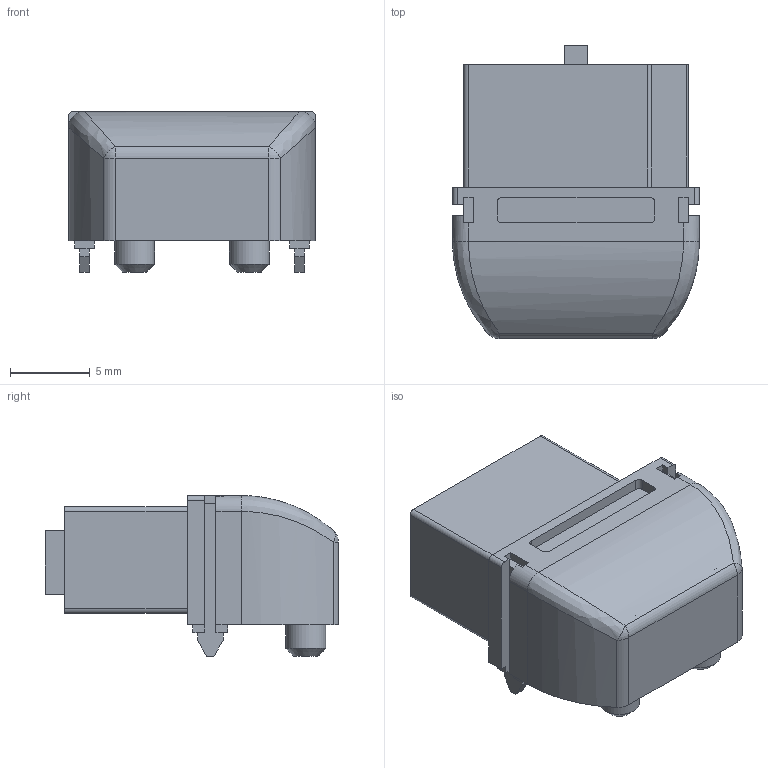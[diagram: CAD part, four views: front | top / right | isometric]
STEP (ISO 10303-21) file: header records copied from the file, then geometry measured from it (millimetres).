
FILE_DESCRIPTION(/* description */ ('STEP AP214','CAx-IF Rec.Pracs.---Representation and Presentation of Product Manufacturing Information (PMI)---4.0---2014-10-13'),/* implementation_level */ '2;1');
FILE_NAME(/* name */ 'XT60PW_FEMALE.step',/* time_stamp */ '2024-10-27T23:55:13+08:00',/* author */ (''),/* organization */ (''),/* preprocessor_version */ 'ST-DEVELOPER v20',/* originating_system */ 'Autodesk Translation Framework v13.20.0.188',/* authorisation */ '');
FILE_SCHEMA (('AP242_MANAGED_MODEL_BASED_3D_ENGINEERING_MIM_LF { 1 0 10303 442 1 1 4 }'));
Length unit declared in the file: millimetre
Products named in the file (2): XT60PW FEMALE; Component1
Assembly tree (1 placements, depth 2):
  XT60PW FEMALE
    Component1
Bounding box: 15.5 x 18.4 x 10.1 mm (x, y, z)
Volume: 1392.5 mm3; surface area: 1538.4 mm2
Topology: 1 solids, 1 shells, 124 faces, 318 edges, 206 vertices
Faces by surface type: plane 88, cylinder 28, torus 2, cone 2, bspline 2, sphere 2
Full cylindrical faces by diameter (mm): 2.5 x2, 4.3 x2, 4.35 x2
Entity records: 3962 total; most frequent: CARTESIAN_POINT 697, ORIENTED_EDGE 636, DIRECTION 636, EDGE_CURVE 318, LINE 250, VECTOR 250, VERTEX_POINT 206, AXIS2_PLACEMENT_3D 193
